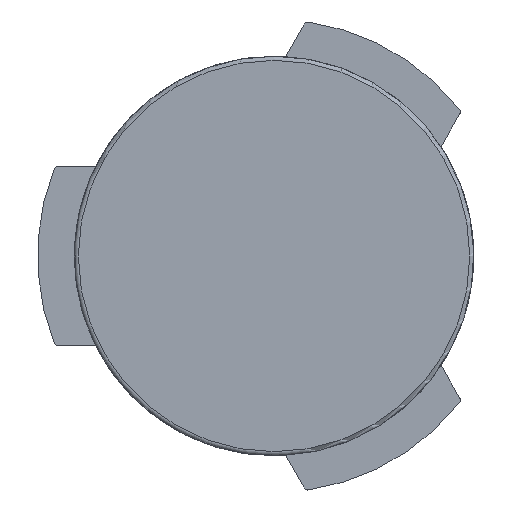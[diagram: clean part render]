
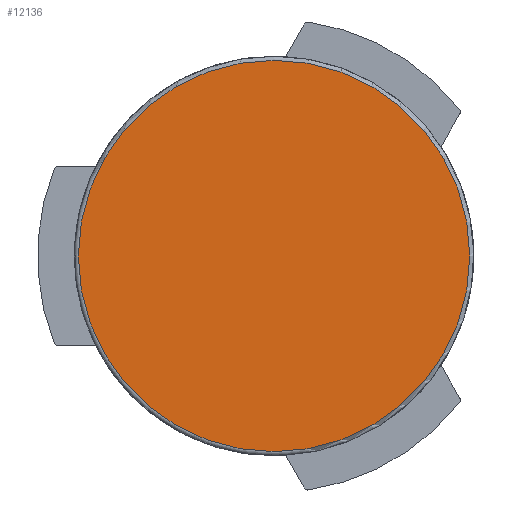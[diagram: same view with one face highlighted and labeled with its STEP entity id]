
A CAD part, left-side view. The second image highlights one B-rep face of the part: STEP entity #12136.
In plain terms, the highlighted face is planar.
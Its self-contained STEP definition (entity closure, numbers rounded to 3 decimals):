
#1037 = FACE_OUTER_BOUND ( 'NONE', #8945, .T. ) ;
#1178 = DIRECTION ( 'NONE',  ( 1., 0., 0. ) ) ;
#3153 = AXIS2_PLACEMENT_3D ( 'NONE', #3611, #4950, #1178 ) ;
#3611 = CARTESIAN_POINT ( 'NONE',  ( 0., 0., 10. ) ) ;
#4086 = CARTESIAN_POINT ( 'NONE',  ( 0., 0., 10. ) ) ;
#4629 = VERTEX_POINT ( 'NONE', #11203 ) ;
#4950 = DIRECTION ( 'NONE',  ( 0., 0., 1. ) ) ;
#7343 = CIRCLE ( 'NONE', #9710, 24.5 ) ;
#8945 = EDGE_LOOP ( 'NONE', ( #13982 ) ) ;
#9710 = AXIS2_PLACEMENT_3D ( 'NONE', #4086, #12688, #15162 ) ;
#11203 = CARTESIAN_POINT ( 'NONE',  ( 24.5, 0., 10. ) ) ;
#12136 = ADVANCED_FACE ( 'NONE', ( #1037 ), #14850, .T. ) ;
#12688 = DIRECTION ( 'NONE',  ( 0., 0., 1. ) ) ;
#13982 = ORIENTED_EDGE ( 'NONE', *, *, #15252, .T. ) ;
#14850 = PLANE ( 'NONE',  #3153 ) ;
#15162 = DIRECTION ( 'NONE',  ( 1., 0., 0. ) ) ;
#15252 = EDGE_CURVE ( 'NONE', #4629, #4629, #7343, .T. ) ;
